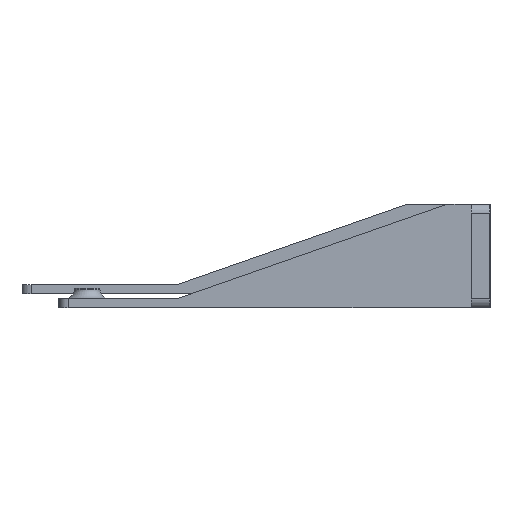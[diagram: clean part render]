
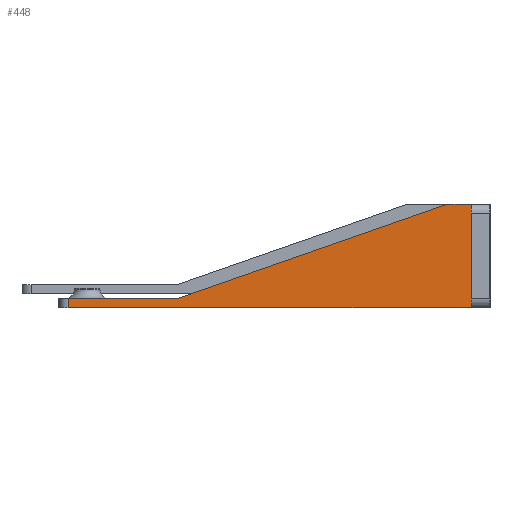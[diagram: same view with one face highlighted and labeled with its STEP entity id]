
A CAD part, left-side view. The second image highlights one B-rep face of the part: STEP entity #448.
In plain terms, the highlighted planar face has unit normal (-1, 0, 0).
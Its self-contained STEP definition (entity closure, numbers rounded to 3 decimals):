
#393=CARTESIAN_POINT('',(447.2,24.,18.955));
#394=DIRECTION('',(1.,0.,0.));
#395=DIRECTION('',(-0.,1.,0.));
#396=AXIS2_PLACEMENT_3D('',#393,#394,#395);
#397=PLANE('',#396);
#398=CARTESIAN_POINT('',(447.2,-13.15,9.855));
#399=VERTEX_POINT('',#398);
#400=CARTESIAN_POINT('',(447.2,10.1,9.855));
#401=VERTEX_POINT('',#400);
#402=CARTESIAN_POINT('',(447.2,-13.15,9.855));
#403=DIRECTION('',(-0.,1.,0.));
#404=VECTOR('',#403,23.25);
#405=LINE('',#402,#404);
#406=EDGE_CURVE('',#399,#401,#405,.T.);
#407=ORIENTED_EDGE('',*,*,#406,.T.);
#408=CARTESIAN_POINT('',(447.2,10.1,7.855));
#409=VERTEX_POINT('',#408);
#410=CARTESIAN_POINT('',(447.2,10.1,9.855));
#411=DIRECTION('',(-0.,-0.,-1.));
#412=VECTOR('',#411,2.);
#413=LINE('',#410,#412);
#414=EDGE_CURVE('',#401,#409,#413,.T.);
#415=ORIENTED_EDGE('',*,*,#414,.T.);
#416=CARTESIAN_POINT('',(447.2,-76.,7.855));
#417=VERTEX_POINT('',#416);
#418=CARTESIAN_POINT('',(447.2,10.1,7.855));
#419=DIRECTION('',(0.,-1.,0.));
#420=VECTOR('',#419,86.1);
#421=LINE('',#418,#420);
#422=EDGE_CURVE('',#409,#417,#421,.T.);
#423=ORIENTED_EDGE('',*,*,#422,.T.);
#424=CARTESIAN_POINT('',(447.2,-76.,30.055));
#425=VERTEX_POINT('',#424);
#426=CARTESIAN_POINT('',(447.2,-76.,7.855));
#427=DIRECTION('',(0.,0.,1.));
#428=VECTOR('',#427,22.2);
#429=LINE('',#426,#428);
#430=EDGE_CURVE('',#417,#425,#429,.T.);
#431=ORIENTED_EDGE('',*,*,#430,.T.);
#432=CARTESIAN_POINT('',(447.2,-71.,30.055));
#433=VERTEX_POINT('',#432);
#434=CARTESIAN_POINT('',(447.2,-71.,30.055));
#435=DIRECTION('',(0.,-1.,0.));
#436=VECTOR('',#435,5.);
#437=LINE('',#434,#436);
#438=EDGE_CURVE('',#433,#425,#437,.T.);
#439=ORIENTED_EDGE('',*,*,#438,.F.);
#440=CARTESIAN_POINT('',(447.2,-13.15,9.855));
#441=DIRECTION('',(0.,-0.944,0.33));
#442=VECTOR('',#441,61.275);
#443=LINE('',#440,#442);
#444=EDGE_CURVE('',#399,#433,#443,.T.);
#445=ORIENTED_EDGE('',*,*,#444,.F.);
#446=EDGE_LOOP('',(#407,#415,#423,#431,#439,#445));
#447=FACE_BOUND('',#446,.T.);
#448=ADVANCED_FACE('',(#447),#397,.F.);
